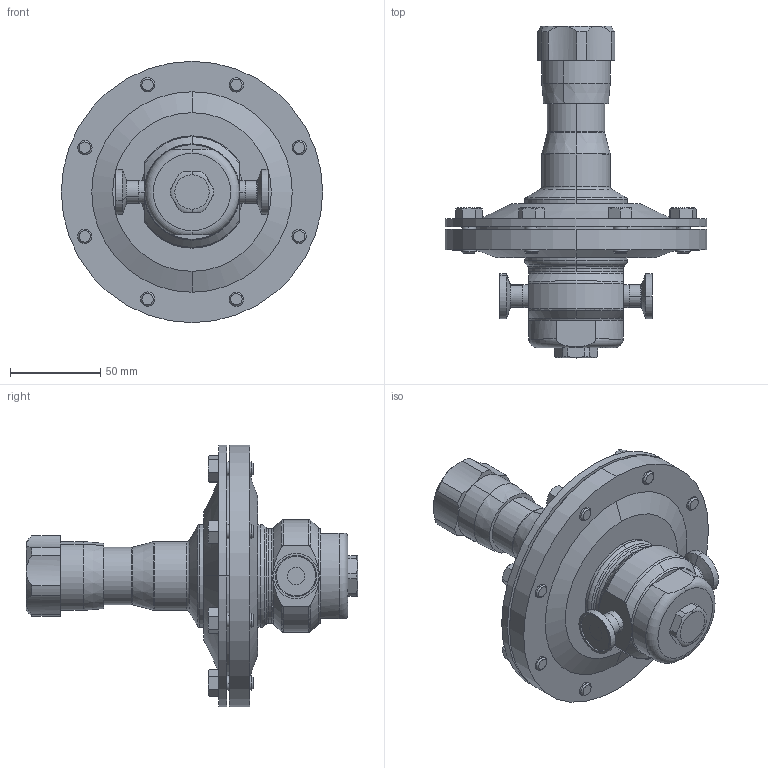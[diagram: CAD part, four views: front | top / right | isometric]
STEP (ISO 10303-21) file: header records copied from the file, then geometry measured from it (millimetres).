
FILE_DESCRIPTION (( 'STEP AP203' ), '1' );
FILE_NAME ('JSRLP-050-CA.STEP', '2017-06-28T13:03:42', ( '' ), ( '' ), 'SwSTEP 2.0', 'SolidWorks 2014', '' );
FILE_SCHEMA (( 'CONFIG_CONTROL_DESIGN' ));
Length unit declared in the file: inch
Products named in the file (2): JSRLP-050-CA
Bounding box: 144.78 x 183.9 x 144.78 mm (x, y, z)
Volume: 596877.3 mm3; surface area: 104058.1 mm2
Topology: 1 solids, 2 shells, 382 faces, 857 edges, 520 vertices
Faces by surface type: cone 139, plane 111, cylinder 94, torus 38
Entity records: 11494 total; most frequent: CARTESIAN_POINT 2755, DIRECTION 1899, ORIENTED_EDGE 1714, EDGE_CURVE 857, AXIS2_PLACEMENT_3D 804, VERTEX_POINT 520, EDGE_LOOP 437, CIRCLE 420
